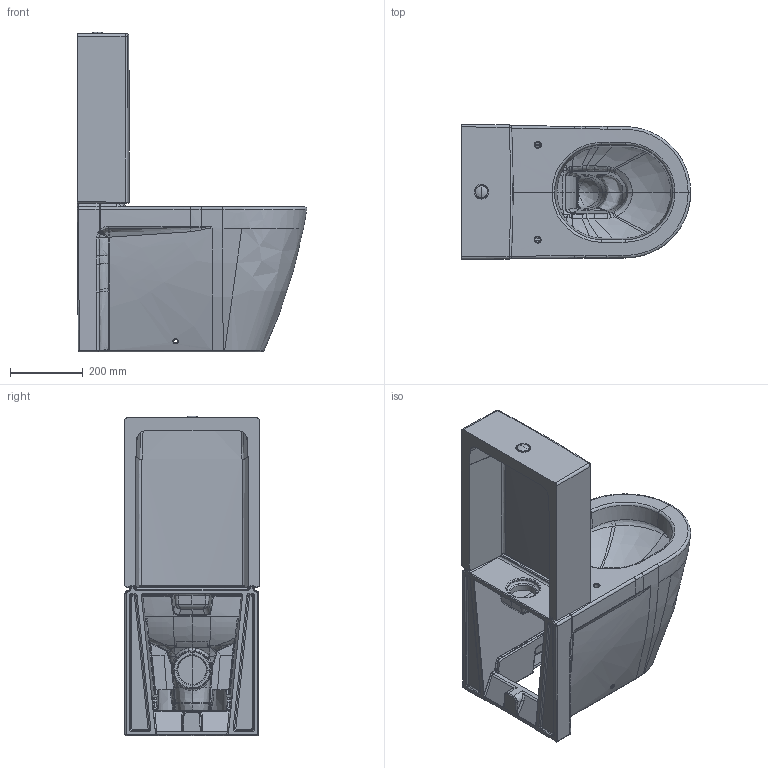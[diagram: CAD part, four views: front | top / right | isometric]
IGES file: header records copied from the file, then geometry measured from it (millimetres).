
Global section: file name: No Iges File Name specified; native system: Autodesk Inventor 2011; preprocessor: AutoDesk Inventor Iges Exporter R2011; author: Administrator; date: 20120410.095513; units: millimetre
Bounding box: 630 x 371 x 878.24 mm (x, y, z)
Volume: 37236964.7 mm3; surface area: 2474181.2 mm2
Topology: 3 solids, 3 shells, 1381 faces, 3348 edges, 1935 vertices
Faces by surface type: bspline 1044, plane 153, revolution 97, cylinder 57, torus 23, cone 5, sphere 2
